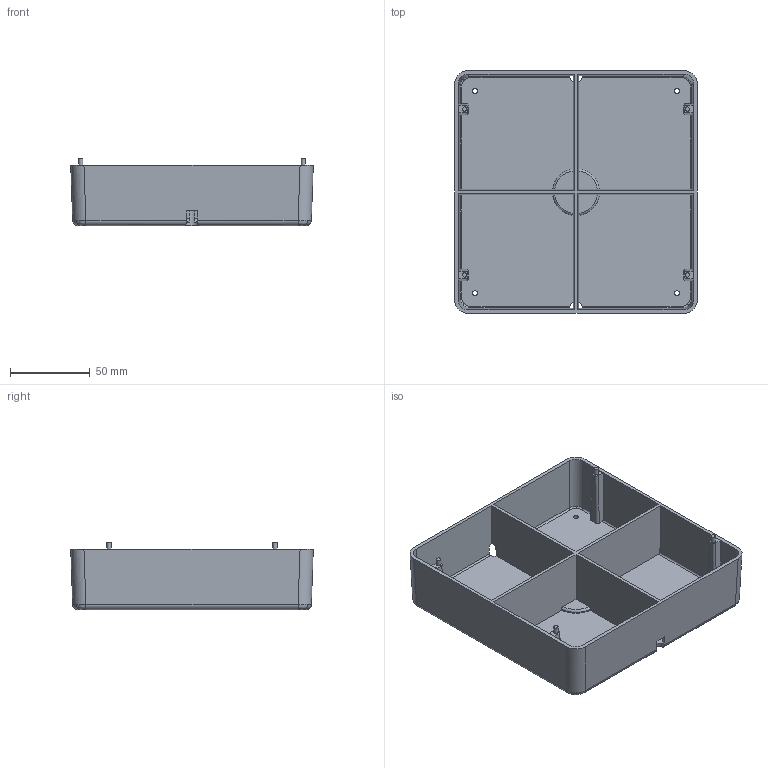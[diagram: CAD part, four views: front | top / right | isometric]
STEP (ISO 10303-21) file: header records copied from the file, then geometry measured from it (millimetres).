
FILE_DESCRIPTION((''),'2;1');
FILE_NAME('1.5 Spacer.stp','2012-11-21T13:49:35',('rdavis'),(''),'Autodesk Inventor 2013','Autodesk Inventor 2013','');
FILE_SCHEMA(('AUTOMOTIVE_DESIGN { 1 0 10303 214 1 1 1 1 }'));
Length unit declared in the file: inch
Products named in the file (1): 1.5 Spacer
Bounding box: 152.4 x 152.4 x 42.29 mm (x, y, z)
Volume: 126848.5 mm3; surface area: 109082 mm2
Topology: 1 solids, 1 shells, 134 faces, 369 edges, 242 vertices
Faces by surface type: plane 61, cylinder 45, bspline 24, torus 4
Full cylindrical faces by diameter (mm): 2.718 x8, 3.048 x4, 25.146 x1
Entity records: 4769 total; most frequent: CARTESIAN_POINT 1421, ORIENTED_EDGE 712, DIRECTION 648, EDGE_CURVE 356, VERTEX_POINT 242, AXIS2_PLACEMENT_3D 233, VECTOR 182, LINE 182
